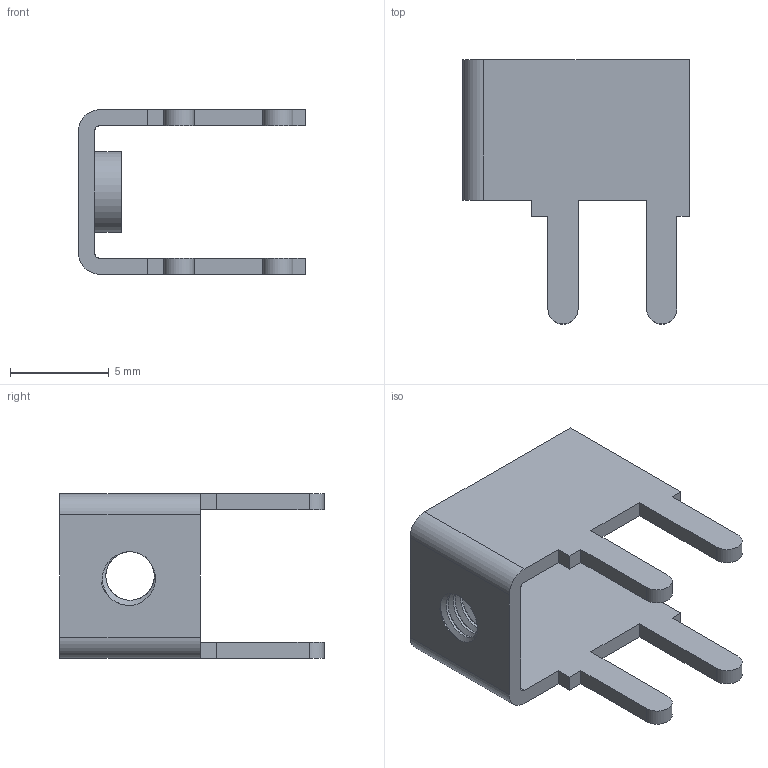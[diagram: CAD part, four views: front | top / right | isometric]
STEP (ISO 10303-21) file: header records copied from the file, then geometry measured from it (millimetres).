
FILE_DESCRIPTION (( 'STEP AP214' ), '1' );
FILE_NAME ('7760.STEP', '2023-02-28T18:19:53', ( '' ), ( '' ), 'SwSTEP 2.0', 'SolidWorks 2021', '' );
FILE_SCHEMA (( 'AUTOMOTIVE_DESIGN' ));
Length unit declared in the file: inch
Products named in the file (1): 7760
Bounding box: 11.48 x 13.39 x 8.33 mm (x, y, z)
Volume: 205.5 mm3; surface area: 626.3 mm2
Topology: 1 solids, 1 shells, 49 faces, 138 edges, 92 vertices
Faces by surface type: plane 27, cylinder 19, bspline 3
Entity records: 3257 total; most frequent: CARTESIAN_POINT 2003, ORIENTED_EDGE 276, DIRECTION 228, EDGE_CURVE 138, VERTEX_POINT 92, LINE 90, VECTOR 90, AXIS2_PLACEMENT_3D 69
